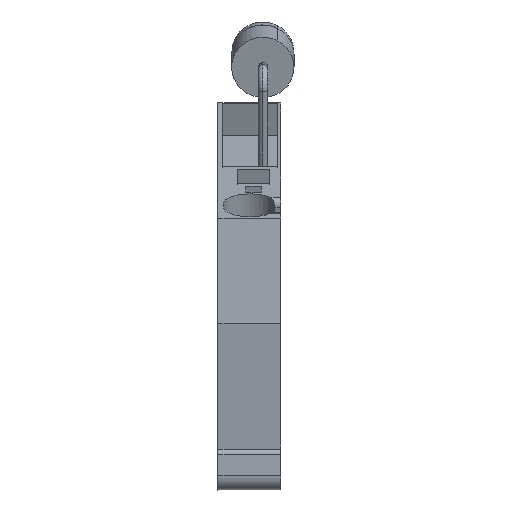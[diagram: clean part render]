
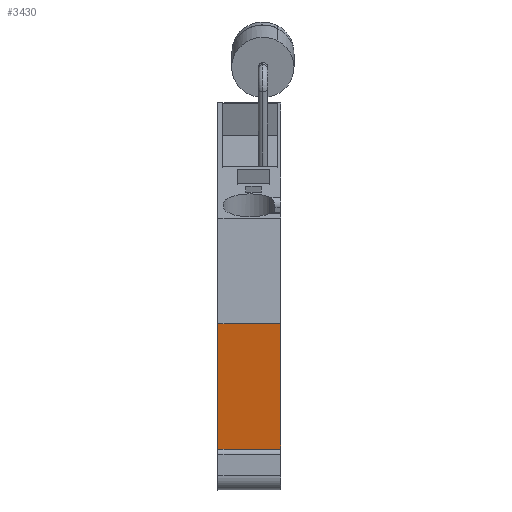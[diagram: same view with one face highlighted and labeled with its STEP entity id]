
A CAD part, front view. The second image highlights one B-rep face of the part: STEP entity #3430.
In plain terms, the highlighted planar face has unit normal (0, -0.985, -0.174).
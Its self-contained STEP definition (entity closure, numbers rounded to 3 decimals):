
#3394=AXIS2_PLACEMENT_3D('Plane Axis2P3D',#3391,#3392,#3393) ;
#3391=CARTESIAN_POINT('Axis2P3D Location',(0.,3.061,4.123)) ;
#3396=CARTESIAN_POINT('Line Origine',(8.1,1.53,12.803)) ;
#3400=CARTESIAN_POINT('Vertex',(8.1,3.061,4.123)) ;
#3402=CARTESIAN_POINT('Vertex',(8.1,0.,21.482)) ;
#3405=CARTESIAN_POINT('Line Origine',(4.05,0.,21.482)) ;
#3409=CARTESIAN_POINT('Vertex',(0.,0.,21.482)) ;
#3412=CARTESIAN_POINT('Line Origine',(0.,1.53,12.803)) ;
#3416=CARTESIAN_POINT('Vertex',(0.,3.061,4.123)) ;
#3419=CARTESIAN_POINT('Line Origine',(4.05,3.061,4.123)) ;
#3392=DIRECTION('Axis2P3D Direction',(0.,-0.985,-0.174)) ;
#3393=DIRECTION('Axis2P3D XDirection',(0.,-0.174,0.985)) ;
#3397=DIRECTION('Vector Direction',(0.,-0.174,0.985)) ;
#3406=DIRECTION('Vector Direction',(-1.,0.,0.)) ;
#3413=DIRECTION('Vector Direction',(0.,-0.174,0.985)) ;
#3420=DIRECTION('Vector Direction',(1.,0.,0.)) ;
#3398=VECTOR('Line Direction',#3397,1.) ;
#3407=VECTOR('Line Direction',#3406,1.) ;
#3414=VECTOR('Line Direction',#3413,1.) ;
#3421=VECTOR('Line Direction',#3420,1.) ;
#3425=ORIENTED_EDGE('',*,*,#3404,.T.) ;
#3426=ORIENTED_EDGE('',*,*,#3411,.F.) ;
#3427=ORIENTED_EDGE('',*,*,#3418,.F.) ;
#3428=ORIENTED_EDGE('',*,*,#3423,.T.) ;
#3430=ADVANCED_FACE('KLTR',(#3429),#3395,.T.) ;
#3404=EDGE_CURVE('',#3401,#3403,#3399,.T.) ;
#3411=EDGE_CURVE('',#3410,#3403,#3408,.F.) ;
#3418=EDGE_CURVE('',#3417,#3410,#3415,.T.) ;
#3423=EDGE_CURVE('',#3417,#3401,#3422,.T.) ;
#3424=EDGE_LOOP('',(#3425,#3426,#3427,#3428)) ;
#3429=FACE_OUTER_BOUND('',#3424,.T.) ;
#3399=LINE('Line',#3396,#3398) ;
#3408=LINE('Line',#3405,#3407) ;
#3415=LINE('Line',#3412,#3414) ;
#3422=LINE('Line',#3419,#3421) ;
#3395=PLANE('',#3394) ;
#3401=VERTEX_POINT('',#3400) ;
#3403=VERTEX_POINT('',#3402) ;
#3410=VERTEX_POINT('',#3409) ;
#3417=VERTEX_POINT('',#3416) ;
